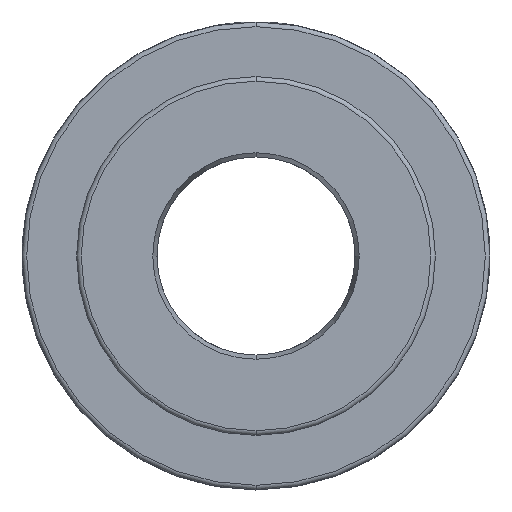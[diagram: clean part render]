
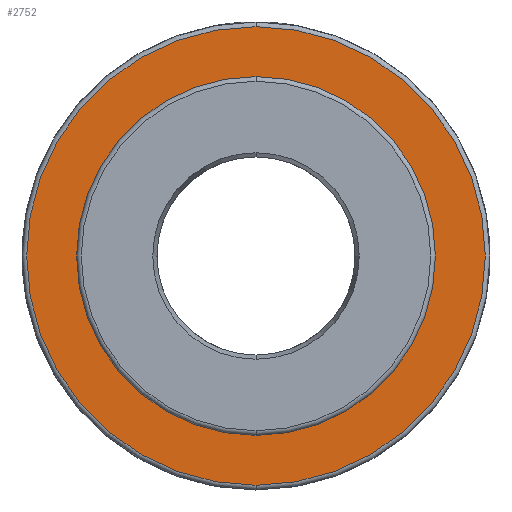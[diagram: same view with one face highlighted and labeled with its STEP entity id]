
A CAD part, front view. The second image highlights one B-rep face of the part: STEP entity #2752.
In plain terms, the highlighted planar face has unit normal (0, -1, 0).
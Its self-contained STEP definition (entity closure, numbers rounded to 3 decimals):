
#26 = DIRECTION ( 'NONE',  ( 0., 0., 1. ) ) ;
#134 = AXIS2_PLACEMENT_3D ( 'NONE', #3152, #1170, #3541 ) ;
#234 = VERTEX_POINT ( 'NONE', #3749 ) ;
#321 = VERTEX_POINT ( 'NONE', #2828 ) ;
#323 = CIRCLE ( 'NONE', #843, 11.5 ) ;
#415 = AXIS2_PLACEMENT_3D ( 'NONE', #1740, #4390, #26 ) ;
#843 = AXIS2_PLACEMENT_3D ( 'NONE', #2028, #2064, #2092 ) ;
#992 = ORIENTED_EDGE ( 'NONE', *, *, #2313, .T. ) ;
#1170 = DIRECTION ( 'NONE',  ( 0., -1., 0. ) ) ;
#1338 = FACE_BOUND ( 'NONE', #2903, .T. ) ;
#1372 = FACE_OUTER_BOUND ( 'NONE', #4287, .T. ) ;
#1432 = CIRCLE ( 'NONE', #1924, 14.7 ) ;
#1590 = PLANE ( 'NONE',  #3010 ) ;
#1646 = VERTEX_POINT ( 'NONE', #4184 ) ;
#1740 = CARTESIAN_POINT ( 'NONE',  ( 0., 1., 0. ) ) ;
#1924 = AXIS2_PLACEMENT_3D ( 'NONE', #4244, #4233, #4232 ) ;
#2028 = CARTESIAN_POINT ( 'NONE',  ( 0., 1., 0. ) ) ;
#2064 = DIRECTION ( 'NONE',  ( 0., 1., 0. ) ) ;
#2092 = DIRECTION ( 'NONE',  ( 0., 0., 1. ) ) ;
#2211 = ORIENTED_EDGE ( 'NONE', *, *, #4332, .T. ) ;
#2313 = EDGE_CURVE ( 'NONE', #321, #3577, #2341, .T. ) ;
#2341 = CIRCLE ( 'NONE', #415, 11.5 ) ;
#2752 = ADVANCED_FACE ( 'NONE', ( #1372, #1338 ), #1590, .F. ) ;
#2828 = CARTESIAN_POINT ( 'NONE',  ( 0., 1., -11.5 ) ) ;
#2829 = CIRCLE ( 'NONE', #134, 14.7 ) ;
#2903 = EDGE_LOOP ( 'NONE', ( #3167, #992 ) ) ;
#3003 = CARTESIAN_POINT ( 'NONE',  ( 15., 1., 0. ) ) ;
#3010 = AXIS2_PLACEMENT_3D ( 'NONE', #3003, #3340, #3366 ) ;
#3152 = CARTESIAN_POINT ( 'NONE',  ( 0., 1., 0. ) ) ;
#3167 = ORIENTED_EDGE ( 'NONE', *, *, #3192, .T. ) ;
#3192 = EDGE_CURVE ( 'NONE', #3577, #321, #323, .T. ) ;
#3340 = DIRECTION ( 'NONE',  ( 0., 1., 0. ) ) ;
#3366 = DIRECTION ( 'NONE',  ( 0., 0., 1. ) ) ;
#3436 = CARTESIAN_POINT ( 'NONE',  ( 0., 1., 11.5 ) ) ;
#3466 = EDGE_CURVE ( 'NONE', #1646, #234, #1432, .T. ) ;
#3541 = DIRECTION ( 'NONE',  ( 0., 0., 1. ) ) ;
#3577 = VERTEX_POINT ( 'NONE', #3436 ) ;
#3749 = CARTESIAN_POINT ( 'NONE',  ( 0., 1., -14.7 ) ) ;
#4129 = ORIENTED_EDGE ( 'NONE', *, *, #3466, .T. ) ;
#4184 = CARTESIAN_POINT ( 'NONE',  ( 0., 1., 14.7 ) ) ;
#4232 = DIRECTION ( 'NONE',  ( 0., 0., 1. ) ) ;
#4233 = DIRECTION ( 'NONE',  ( 0., -1., 0. ) ) ;
#4244 = CARTESIAN_POINT ( 'NONE',  ( 0., 1., 0. ) ) ;
#4287 = EDGE_LOOP ( 'NONE', ( #4129, #2211 ) ) ;
#4332 = EDGE_CURVE ( 'NONE', #234, #1646, #2829, .T. ) ;
#4390 = DIRECTION ( 'NONE',  ( 0., 1., 0. ) ) ;
